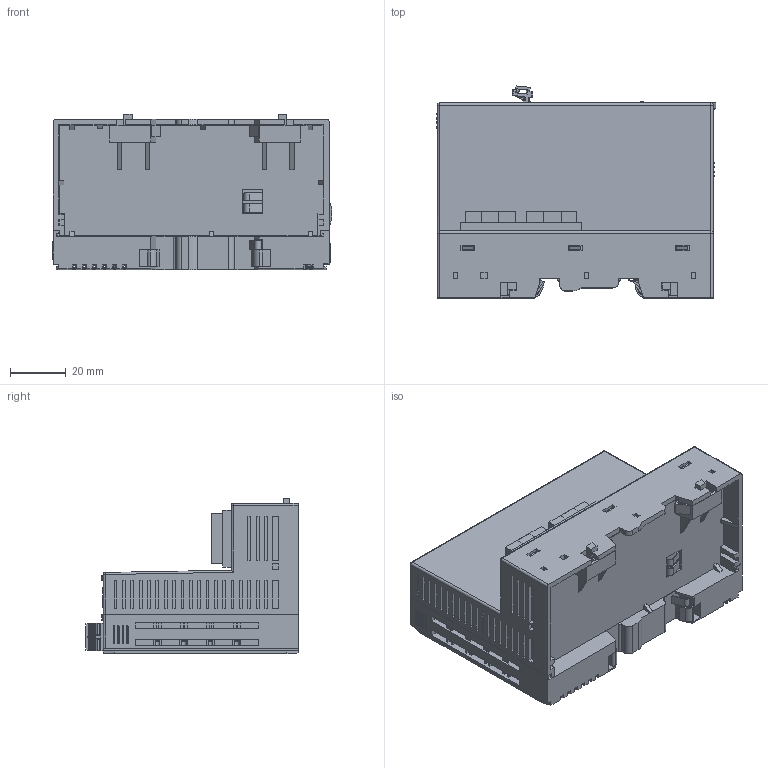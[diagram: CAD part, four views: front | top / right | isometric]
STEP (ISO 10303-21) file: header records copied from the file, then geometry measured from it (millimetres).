
FILE_DESCRIPTION((''),'2;1');
FILE_NAME('GN-9386','2019-10-08T',('seo'),(''),'CREO PARAMETRIC BY PTC INC, 2016130','CREO PARAMETRIC BY PTC INC, 2016130','');
FILE_SCHEMA(('CONFIG_CONTROL_DESIGN'));
Products named in the file (1): GN-9386
Bounding box: 100.4 x 76.15 x 55.8 mm (x, y, z)
Volume: 229186.7 mm3; surface area: 55851.1 mm2
Topology: 2 solids, 3 shells, 2830 faces, 7895 edges, 5197 vertices
Faces by surface type: plane 2470, cylinder 263, bspline 45, cone 20, torus 18, sphere 14
Entity records: 91681 total; most frequent: CARTESIAN_POINT 18833, ORIENTED_EDGE 15762, DIRECTION 13853, EDGE_CURVE 7881, VECTOR 7059, LINE 7059, VERTEX_POINT 5197, AXIS2_PLACEMENT_3D 3397
